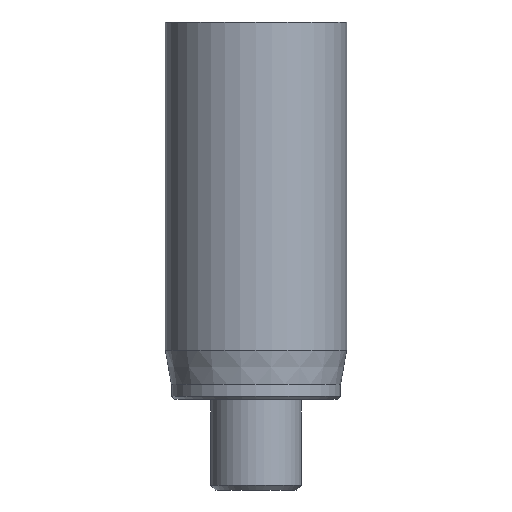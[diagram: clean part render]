
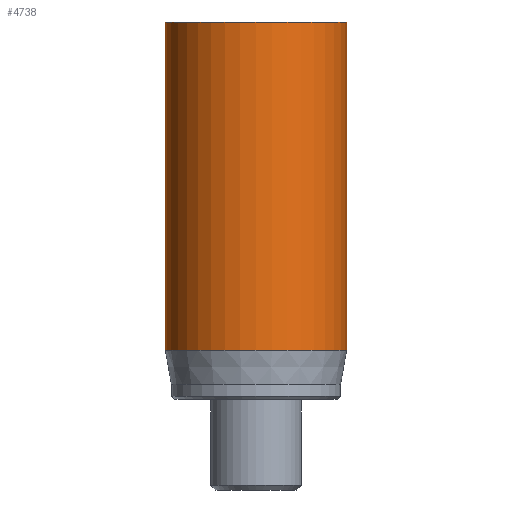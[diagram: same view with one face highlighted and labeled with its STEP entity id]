
A CAD part, front view. The second image highlights one B-rep face of the part: STEP entity #4738.
In plain terms, the highlighted cylindrical face has radius 6 mm (diameter 12 mm), a full revolution.
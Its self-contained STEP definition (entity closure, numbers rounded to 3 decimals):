
#40=CYLINDRICAL_SURFACE('',#4938,6.);
#58=CIRCLE('',#4908,6.);
#74=CIRCLE('',#4936,6.);
#75=CIRCLE('',#4937,6.);
#443=FACE_OUTER_BOUND('',#727,.T.);
#727=EDGE_LOOP('',(#4222,#4223,#4224,#4225,#4226));
#1072=LINE('',#9008,#1421);
#1421=VECTOR('',#5511,6.);
#2179=VERTEX_POINT('',#8950);
#2195=VERTEX_POINT('',#9002);
#2196=VERTEX_POINT('',#9003);
#2853=EDGE_CURVE('',#2179,#2179,#58,.T.);
#2877=EDGE_CURVE('',#2195,#2196,#74,.T.);
#2878=EDGE_CURVE('',#2196,#2195,#75,.T.);
#2880=EDGE_CURVE('',#2179,#2195,#1072,.T.);
#4222=ORIENTED_EDGE('',*,*,#2853,.T.);
#4223=ORIENTED_EDGE('',*,*,#2880,.T.);
#4224=ORIENTED_EDGE('',*,*,#2877,.T.);
#4225=ORIENTED_EDGE('',*,*,#2878,.T.);
#4226=ORIENTED_EDGE('',*,*,#2880,.F.);
#4738=ADVANCED_FACE('',(#443),#40,.T.);
#4908=AXIS2_PLACEMENT_3D('',#8951,#5440,#5441);
#4936=AXIS2_PLACEMENT_3D('',#9004,#5504,#5505);
#4937=AXIS2_PLACEMENT_3D('',#9005,#5506,#5507);
#4938=AXIS2_PLACEMENT_3D('',#9007,#5509,#5510);
#5440=DIRECTION('center_axis',(0.,0.,-1.));
#5441=DIRECTION('ref_axis',(-1.,0.,0.));
#5504=DIRECTION('center_axis',(0.,0.,1.));
#5505=DIRECTION('ref_axis',(-1.,0.,0.));
#5506=DIRECTION('center_axis',(0.,0.,1.));
#5507=DIRECTION('ref_axis',(-1.,0.,0.));
#5509=DIRECTION('center_axis',(0.,0.,1.));
#5510=DIRECTION('ref_axis',(-1.,0.,0.));
#5511=DIRECTION('',(0.,0.,-1.));
#8950=CARTESIAN_POINT('',(6.,0.,25.));
#8951=CARTESIAN_POINT('Origin',(0.,0.,25.));
#9002=CARTESIAN_POINT('',(6.,0.,3.269));
#9003=CARTESIAN_POINT('',(-6.,0.,3.269));
#9004=CARTESIAN_POINT('Origin',(0.,0.,3.269));
#9005=CARTESIAN_POINT('Origin',(0.,0.,3.269));
#9007=CARTESIAN_POINT('Origin',(0.,0.,0.));
#9008=CARTESIAN_POINT('',(6.,0.,0.));
